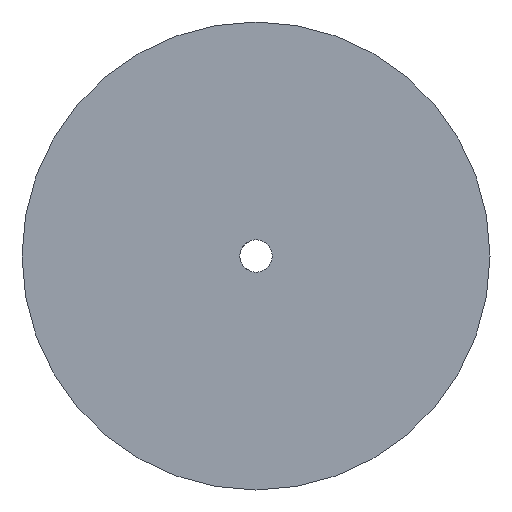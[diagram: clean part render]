
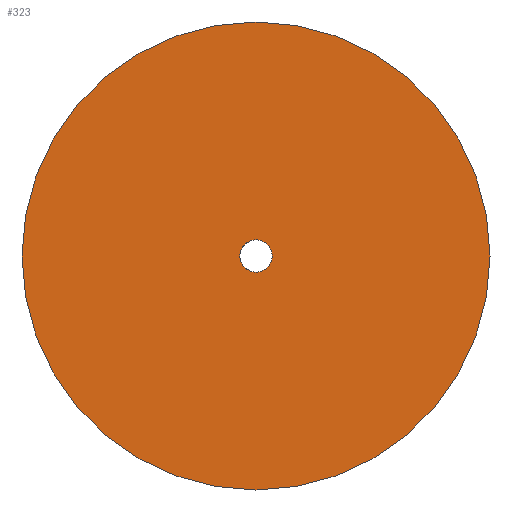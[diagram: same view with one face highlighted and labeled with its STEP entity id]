
A CAD part, left-side view. The second image highlights one B-rep face of the part: STEP entity #323.
In plain terms, the highlighted planar face has unit normal (-1, 0, 0).
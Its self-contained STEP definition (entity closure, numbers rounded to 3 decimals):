
#7 = DIRECTION ( 'NONE',  ( 0., 0., 1. ) ) ;
#28 = EDGE_CURVE ( 'NONE', #606, #207, #703, .T. ) ;
#32 = VERTEX_POINT ( 'NONE', #356 ) ;
#48 = ORIENTED_EDGE ( 'NONE', *, *, #289, .F. ) ;
#58 = DIRECTION ( 'NONE',  ( 0., 0., -1. ) ) ;
#59 = DIRECTION ( 'NONE',  ( -1., 0., 0. ) ) ;
#67 = CARTESIAN_POINT ( 'NONE',  ( 0., 0., 0. ) ) ;
#79 = ORIENTED_EDGE ( 'NONE', *, *, #301, .F. ) ;
#84 = FACE_BOUND ( 'NONE', #306, .T. ) ;
#113 = DIRECTION ( 'NONE',  ( 1., 0., 0. ) ) ;
#153 = DIRECTION ( 'NONE',  ( 0., 0., 1. ) ) ;
#168 = AXIS2_PLACEMENT_3D ( 'NONE', #478, #59, #153 ) ;
#178 = DIRECTION ( 'NONE',  ( -1., 0., 0. ) ) ;
#207 = VERTEX_POINT ( 'NONE', #347 ) ;
#221 = CARTESIAN_POINT ( 'NONE',  ( 0., 0., -29. ) ) ;
#228 = PLANE ( 'NONE',  #560 ) ;
#232 = CARTESIAN_POINT ( 'NONE',  ( 0., 0., 0. ) ) ;
#289 = EDGE_CURVE ( 'NONE', #32, #558, #456, .T. ) ;
#301 = EDGE_CURVE ( 'NONE', #558, #32, #457, .T. ) ;
#306 = EDGE_LOOP ( 'NONE', ( #79, #48 ) ) ;
#323 = ADVANCED_FACE ( 'NONE', ( #84, #392 ), #228, .F. ) ;
#340 = ORIENTED_EDGE ( 'NONE', *, *, #566, .T. ) ;
#347 = CARTESIAN_POINT ( 'NONE',  ( 0., 0., 29. ) ) ;
#356 = CARTESIAN_POINT ( 'NONE',  ( 0., 0., -2. ) ) ;
#364 = CARTESIAN_POINT ( 'NONE',  ( 0., 0., 2. ) ) ;
#392 = FACE_OUTER_BOUND ( 'NONE', #701, .T. ) ;
#398 = DIRECTION ( 'NONE',  ( -1., 0., 0. ) ) ;
#456 = CIRCLE ( 'NONE', #694, 2. ) ;
#457 = CIRCLE ( 'NONE', #690, 2. ) ;
#464 = DIRECTION ( 'NONE',  ( 0., 0., 1. ) ) ;
#478 = CARTESIAN_POINT ( 'NONE',  ( 0., 0., 0. ) ) ;
#500 = DIRECTION ( 'NONE',  ( 0., 0., 1. ) ) ;
#509 = ORIENTED_EDGE ( 'NONE', *, *, #28, .T. ) ;
#536 = AXIS2_PLACEMENT_3D ( 'NONE', #619, #559, #464 ) ;
#544 = CARTESIAN_POINT ( 'NONE',  ( 0., 2., 0. ) ) ;
#558 = VERTEX_POINT ( 'NONE', #364 ) ;
#559 = DIRECTION ( 'NONE',  ( -1., 0., 0. ) ) ;
#560 = AXIS2_PLACEMENT_3D ( 'NONE', #544, #113, #58 ) ;
#566 = EDGE_CURVE ( 'NONE', #207, #606, #589, .T. ) ;
#589 = CIRCLE ( 'NONE', #168, 29. ) ;
#606 = VERTEX_POINT ( 'NONE', #221 ) ;
#619 = CARTESIAN_POINT ( 'NONE',  ( 0., 0., 0. ) ) ;
#690 = AXIS2_PLACEMENT_3D ( 'NONE', #67, #398, #7 ) ;
#694 = AXIS2_PLACEMENT_3D ( 'NONE', #232, #178, #500 ) ;
#701 = EDGE_LOOP ( 'NONE', ( #340, #509 ) ) ;
#703 = CIRCLE ( 'NONE', #536, 29. ) ;
